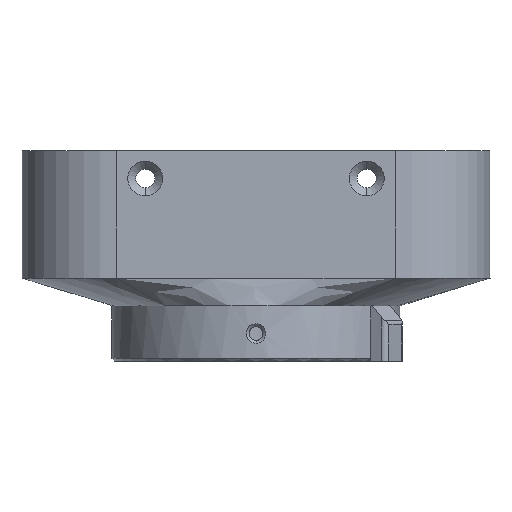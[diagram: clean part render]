
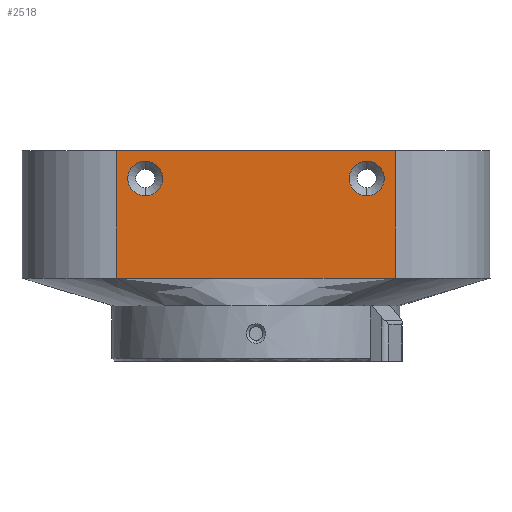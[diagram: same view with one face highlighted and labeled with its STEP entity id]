
A CAD part, front view. The second image highlights one B-rep face of the part: STEP entity #2518.
In plain terms, the highlighted planar face has unit normal (0, -1, 0).
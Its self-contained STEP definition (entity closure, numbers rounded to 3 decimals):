
#479=DIRECTION('',(1.,0.,0.));
#480=VECTOR('',#479,50.5);
#481=CARTESIAN_POINT('',(-25.25,-25.249,28.));
#482=LINE('',#481,#480);
#483=DIRECTION('',(0.,0.,1.));
#484=VECTOR('',#483,23.);
#485=CARTESIAN_POINT('',(25.25,-25.249,5.));
#486=LINE('',#485,#484);
#487=CARTESIAN_POINT('',(20.,-25.25,23.));
#488=DIRECTION('',(0.,1.,0.));
#489=DIRECTION('',(0.,0.,-1.));
#490=AXIS2_PLACEMENT_3D('',#487,#488,#489);
#492=CARTESIAN_POINT('',(20.,-25.25,23.));
#493=DIRECTION('',(0.,1.,0.));
#494=DIRECTION('',(0.,0.,1.));
#495=AXIS2_PLACEMENT_3D('',#492,#493,#494);
#497=CARTESIAN_POINT('',(-20.,-25.25,23.));
#498=DIRECTION('',(0.,1.,0.));
#499=DIRECTION('',(0.,0.,-1.));
#500=AXIS2_PLACEMENT_3D('',#497,#498,#499);
#502=CARTESIAN_POINT('',(-20.,-25.25,23.));
#503=DIRECTION('',(0.,1.,0.));
#504=DIRECTION('',(0.,0.,1.));
#505=AXIS2_PLACEMENT_3D('',#502,#503,#504);
#507=DIRECTION('',(0.,0.,1.));
#508=VECTOR('',#507,23.);
#509=CARTESIAN_POINT('',(-25.25,-25.249,5.));
#510=LINE('',#509,#508);
#700=CARTESIAN_POINT('',(10.087,-25.25,5.));
#701=CARTESIAN_POINT('',(11.771,-25.25,5.));
#702=CARTESIAN_POINT('',(15.138,-25.25,5.));
#703=CARTESIAN_POINT('',(20.192,-25.25,5.));
#704=CARTESIAN_POINT('',(23.563,-25.249,5.));
#705=CARTESIAN_POINT('',(25.25,-25.249,5.));
#726=CARTESIAN_POINT('',(-25.25,-25.249,5.));
#727=CARTESIAN_POINT('',(-23.842,-25.249,5.));
#728=CARTESIAN_POINT('',(-21.027,-25.25,5.));
#729=CARTESIAN_POINT('',(-16.808,-25.25,5.));
#730=CARTESIAN_POINT('',(-12.589,-25.25,5.));
#731=CARTESIAN_POINT('',(-9.776,-25.25,5.));
#732=CARTESIAN_POINT('',(-8.369,-25.25,5.));
#734=CARTESIAN_POINT('',(-8.369,-25.25,5.));
#735=CARTESIAN_POINT('',(-6.317,-25.25,5.));
#736=CARTESIAN_POINT('',(-2.213,-25.25,5.));
#737=CARTESIAN_POINT('',(3.939,-25.25,5.));
#738=CARTESIAN_POINT('',(8.038,-25.25,5.));
#739=CARTESIAN_POINT('',(10.087,-25.25,5.));
#1351=VERTEX_POINT('',#734);
#1352=VERTEX_POINT('',#739);
#1427=CARTESIAN_POINT('',(-25.25,-25.249,
5.));
#1429=VERTEX_POINT('',#1427);
#1431=CARTESIAN_POINT('',(25.25,-25.249,5.));
#1433=VERTEX_POINT('',#1431);
#1501=CARTESIAN_POINT('',(-20.,-25.25,19.85));
#1503=VERTEX_POINT('',#1501);
#1504=CARTESIAN_POINT('',(-20.,-25.25,26.15));
#1505=VERTEX_POINT('',#1504);
#1511=CARTESIAN_POINT('',(20.,-25.25,19.85));
#1513=VERTEX_POINT('',#1511);
#1514=CARTESIAN_POINT('',(20.,-25.25,26.15));
#1515=VERTEX_POINT('',#1514);
#1577=CARTESIAN_POINT('',(-25.25,-25.249,28.));
#1578=VERTEX_POINT('',#1577);
#1579=CARTESIAN_POINT('',(25.25,-25.249,28.));
#1580=VERTEX_POINT('',#1579);
#2488=CARTESIAN_POINT('',(0.,-25.25,16.5));
#2489=DIRECTION('',(0.,1.,0.));
#2490=DIRECTION('',(1.,0.,0.));
#2491=AXIS2_PLACEMENT_3D('',#2488,#2489,#2490);
#2492=PLANE('',#2491);
#2494=ORIENTED_EDGE('',*,*,#2493,.T.);
#2496=ORIENTED_EDGE('',*,*,#2495,.T.);
#2497=ORIENTED_EDGE('',*,*,#2478,.F.);
#2499=ORIENTED_EDGE('',*,*,#2498,.F.);
#2501=ORIENTED_EDGE('',*,*,#2500,.F.);
#2503=ORIENTED_EDGE('',*,*,#2502,.F.);
#2504=EDGE_LOOP('',(#2494,#2496,#2497,#2499,#2501,#2503));
#2505=FACE_OUTER_BOUND('',#2504,.F.);
#2507=ORIENTED_EDGE('',*,*,#2506,.F.);
#2509=ORIENTED_EDGE('',*,*,#2508,.F.);
#2510=EDGE_LOOP('',(#2507,#2509));
#2511=FACE_BOUND('',#2510,.F.);
#2513=ORIENTED_EDGE('',*,*,#2512,.F.);
#2515=ORIENTED_EDGE('',*,*,#2514,.F.);
#2516=EDGE_LOOP('',(#2513,#2515));
#2517=FACE_BOUND('',#2516,.F.);
#2518=ADVANCED_FACE('',(#2505,#2511,#2517),#2492,.F.);
#491=CIRCLE('',#490,3.15);
#496=CIRCLE('',#495,3.15);
#501=CIRCLE('',#500,3.15);
#506=CIRCLE('',#505,3.15);
#706=B_SPLINE_CURVE_WITH_KNOTS('',3,(#700,#701,#702,#703,#704,#705),
.UNSPECIFIED.,.F.,.F.,(4,1,1,4),(0.,0.333,0.667,1.),
.UNSPECIFIED.);
#733=B_SPLINE_CURVE_WITH_KNOTS('',3,(#726,#727,#728,#729,#730,#731,#732),
.UNSPECIFIED.,.F.,.F.,(4,1,1,1,4),(0.,0.25,0.5,0.75,1.),
.UNSPECIFIED.);
#740=B_SPLINE_CURVE_WITH_KNOTS('',3,(#734,#735,#736,#737,#738,#739),
.UNSPECIFIED.,.F.,.F.,(4,1,1,4),(0.,0.333,0.667,1.),
.UNSPECIFIED.);
#2478=EDGE_CURVE('',#1433,#1580,#486,.T.);
#2493=EDGE_CURVE('',#1429,#1578,#510,.T.);
#2495=EDGE_CURVE('',#1578,#1580,#482,.T.);
#2498=EDGE_CURVE('',#1352,#1433,#706,.T.);
#2500=EDGE_CURVE('',#1351,#1352,#740,.T.);
#2502=EDGE_CURVE('',#1429,#1351,#733,.T.);
#2506=EDGE_CURVE('',#1513,#1515,#491,.T.);
#2508=EDGE_CURVE('',#1515,#1513,#496,.T.);
#2512=EDGE_CURVE('',#1503,#1505,#501,.T.);
#2514=EDGE_CURVE('',#1505,#1503,#506,.T.);
